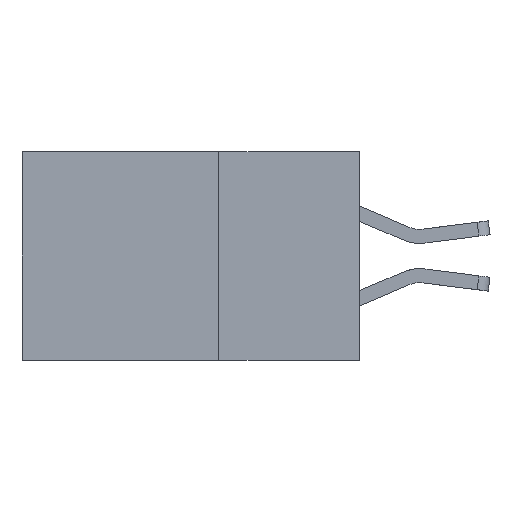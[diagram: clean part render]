
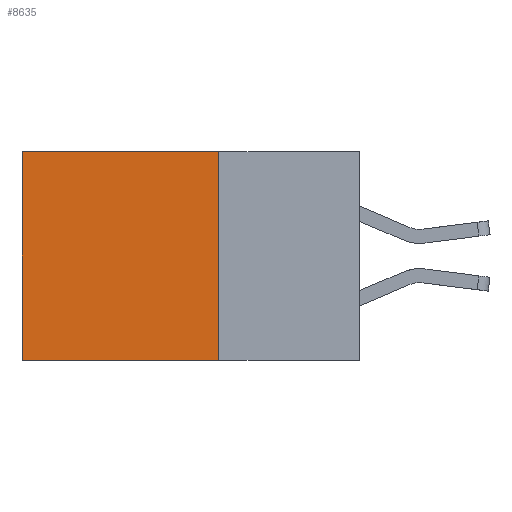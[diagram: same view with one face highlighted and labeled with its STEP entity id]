
A CAD part, left-side view. The second image highlights one B-rep face of the part: STEP entity #8635.
In plain terms, the highlighted planar face has unit normal (-1, 0, 0).
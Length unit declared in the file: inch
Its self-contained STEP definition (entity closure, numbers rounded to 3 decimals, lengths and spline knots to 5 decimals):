
#59 = DIRECTION ( 'NONE',  ( 0., 0., -1. ) ) ;
#65 = VECTOR ( 'NONE', #2626, 39.37008 ) ;
#620 = CARTESIAN_POINT ( 'NONE',  ( 0.2875, 0.25, 0. ) ) ;
#1481 = DIRECTION ( 'NONE',  ( 0., 1., 0. ) ) ;
#1670 = LINE ( 'NONE', #7753, #3575 ) ;
#2619 = LINE ( 'NONE', #2661, #65 ) ;
#2626 = DIRECTION ( 'NONE',  ( 0., 0., -1. ) ) ;
#2661 = CARTESIAN_POINT ( 'NONE',  ( 0.2875, 0.6, 0. ) ) ;
#3404 = VERTEX_POINT ( 'NONE', #5288 ) ;
#3575 = VECTOR ( 'NONE', #10161, 39.37008 ) ;
#4025 = VERTEX_POINT ( 'NONE', #620 ) ;
#4430 = ORIENTED_EDGE ( 'NONE', *, *, #9637, .T. ) ;
#4451 = EDGE_CURVE ( 'NONE', #9742, #3404, #2619, .T. ) ;
#4773 = ORIENTED_EDGE ( 'NONE', *, *, #7218, .F. ) ;
#5052 = DIRECTION ( 'NONE',  ( 1., 0., 0. ) ) ;
#5288 = CARTESIAN_POINT ( 'NONE',  ( 0.2875, 0.6, -0.37 ) ) ;
#5597 = CARTESIAN_POINT ( 'NONE',  ( 0.2875, 0.25, -0.37 ) ) ;
#5715 = ORIENTED_EDGE ( 'NONE', *, *, #4451, .T. ) ;
#5851 = VECTOR ( 'NONE', #1481, 39.37008 ) ;
#6068 = EDGE_LOOP ( 'NONE', ( #5715, #4773, #9816, #4430 ) ) ;
#6323 = CARTESIAN_POINT ( 'NONE',  ( 0.2875, 0.25, -0.37 ) ) ;
#6556 = EDGE_CURVE ( 'NONE', #4025, #7774, #1670, .T. ) ;
#7061 = FACE_OUTER_BOUND ( 'NONE', #6068, .T. ) ;
#7218 = EDGE_CURVE ( 'NONE', #7774, #3404, #9861, .T. ) ;
#7753 = CARTESIAN_POINT ( 'NONE',  ( 0.2875, 0.25, 0. ) ) ;
#7774 = VERTEX_POINT ( 'NONE', #5597 ) ;
#7931 = VECTOR ( 'NONE', #8131, 39.37008 ) ;
#8131 = DIRECTION ( 'NONE',  ( 0., 1., 0. ) ) ;
#8279 = CARTESIAN_POINT ( 'NONE',  ( 0.2875, 0.6, 0. ) ) ;
#8635 = ADVANCED_FACE ( 'NONE', ( #7061 ), #9827, .F. ) ;
#8646 = AXIS2_PLACEMENT_3D ( 'NONE', #9865, #5052, #59 ) ;
#9637 = EDGE_CURVE ( 'NONE', #4025, #9742, #10058, .T. ) ;
#9742 = VERTEX_POINT ( 'NONE', #8279 ) ;
#9816 = ORIENTED_EDGE ( 'NONE', *, *, #6556, .F. ) ;
#9827 = PLANE ( 'NONE',  #8646 ) ;
#9861 = LINE ( 'NONE', #6323, #5851 ) ;
#9865 = CARTESIAN_POINT ( 'NONE',  ( 0.2875, 0.25, 0. ) ) ;
#10058 = LINE ( 'NONE', #10488, #7931 ) ;
#10161 = DIRECTION ( 'NONE',  ( 0., 0., -1. ) ) ;
#10488 = CARTESIAN_POINT ( 'NONE',  ( 0.2875, 0.25, 0. ) ) ;
